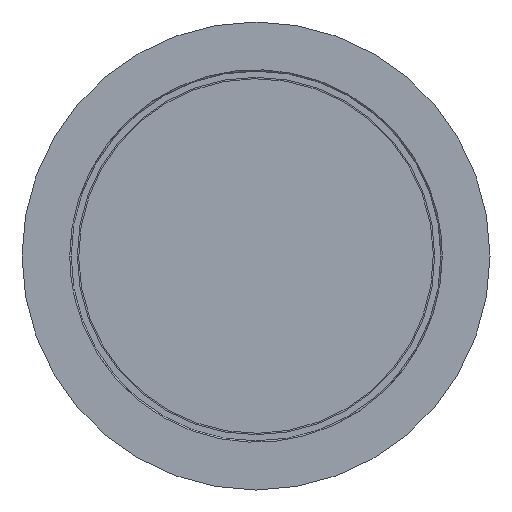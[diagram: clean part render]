
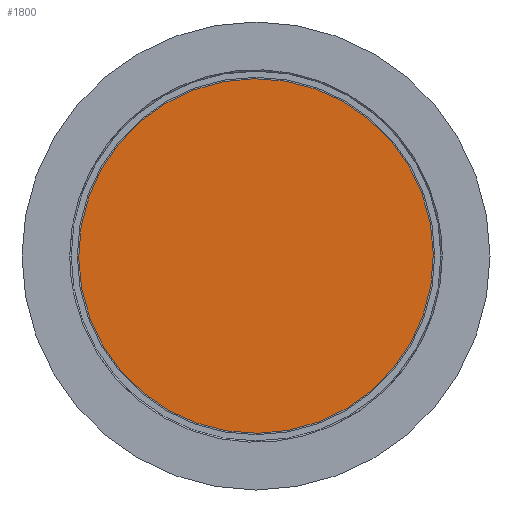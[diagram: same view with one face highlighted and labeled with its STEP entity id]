
A CAD part, front view. The second image highlights one B-rep face of the part: STEP entity #1800.
In plain terms, the highlighted planar face has unit normal (0, -1, 0).
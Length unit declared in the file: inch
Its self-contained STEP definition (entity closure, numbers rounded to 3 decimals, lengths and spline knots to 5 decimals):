
#43 = DIRECTION ( 'NONE',  ( 0., -1., 0. ) ) ;
#161 = VERTEX_POINT ( 'NONE', #449 ) ;
#280 = PLANE ( 'NONE',  #732 ) ;
#407 = VERTEX_POINT ( 'NONE', #1724 ) ;
#449 = CARTESIAN_POINT ( 'NONE',  ( 1.38086, 0.484, 1.67719 ) ) ;
#650 = FACE_OUTER_BOUND ( 'NONE', #1676, .T. ) ;
#732 = AXIS2_PLACEMENT_3D ( 'NONE', #1749, #1569, #2328 ) ;
#1034 = DIRECTION ( 'NONE',  ( 0., -1., 0. ) ) ;
#1196 = CARTESIAN_POINT ( 'NONE',  ( 0., 0.484, 0. ) ) ;
#1254 = ORIENTED_EDGE ( 'NONE', *, *, #2411, .T. ) ;
#1303 = AXIS2_PLACEMENT_3D ( 'NONE', #1196, #43, #1372 ) ;
#1372 = DIRECTION ( 'NONE',  ( -0.636, 0., -0.772 ) ) ;
#1543 = CIRCLE ( 'NONE', #1303, 2.1725 ) ;
#1569 = DIRECTION ( 'NONE',  ( 0., -1., 0. ) ) ;
#1676 = EDGE_LOOP ( 'NONE', ( #1254, #2071 ) ) ;
#1724 = CARTESIAN_POINT ( 'NONE',  ( -1.38086, 0.484, -1.67719 ) ) ;
#1749 = CARTESIAN_POINT ( 'NONE',  ( 0., 0.484, 0. ) ) ;
#1783 = DIRECTION ( 'NONE',  ( -0.636, 0., -0.772 ) ) ;
#1800 = ADVANCED_FACE ( 'NONE', ( #650 ), #280, .T. ) ;
#1859 = EDGE_CURVE ( 'NONE', #161, #407, #1543, .T. ) ;
#1969 = CIRCLE ( 'NONE', #2209, 2.1725 ) ;
#2071 = ORIENTED_EDGE ( 'NONE', *, *, #1859, .T. ) ;
#2209 = AXIS2_PLACEMENT_3D ( 'NONE', #2343, #1034, #1783 ) ;
#2328 = DIRECTION ( 'NONE',  ( -0.636, 0., -0.772 ) ) ;
#2343 = CARTESIAN_POINT ( 'NONE',  ( 0., 0.484, 0. ) ) ;
#2411 = EDGE_CURVE ( 'NONE', #407, #161, #1969, .T. ) ;
